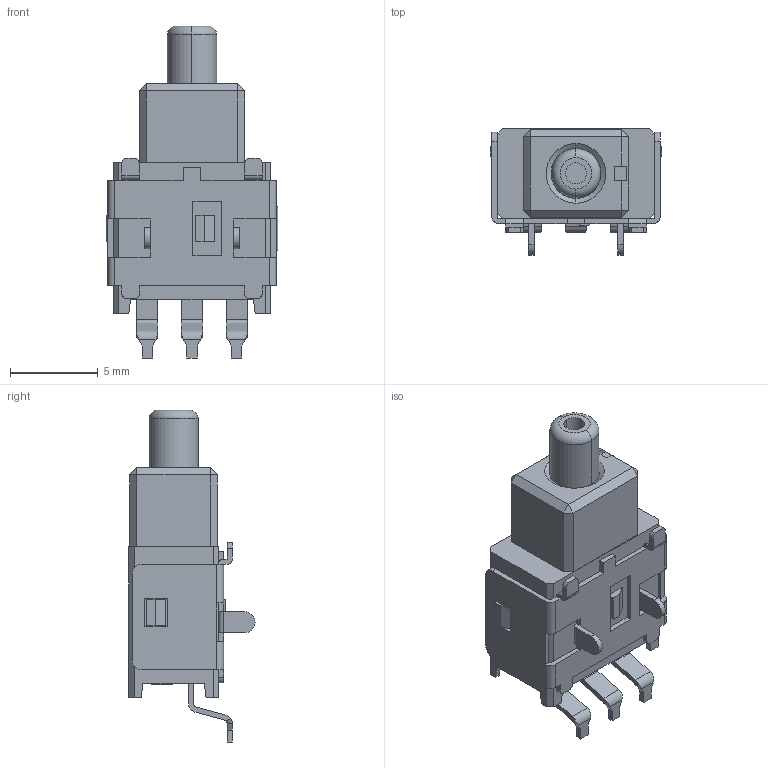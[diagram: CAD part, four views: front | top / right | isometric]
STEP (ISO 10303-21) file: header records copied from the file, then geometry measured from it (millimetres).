
FILE_DESCRIPTION (( 'STEP AP214' ), '1' );
FILE_NAME ('CUI_DEVICES_MPB06-1C33-R-SMT-TR.step', '2021-06-16T15:46:37', ( '' ), ( '' ), 'SwSTEP 2.0', 'SolidWorks 2021', '' );
FILE_SCHEMA (( 'AUTOMOTIVE_DESIGN' ));
Length unit declared in the file: millimetre
Products named in the file (1): CUI_DEVICES_MPB06-1C33-R-SMT-TR
Bounding box: 9.8 x 7.2 x 18.93 mm (x, y, z)
Volume: 437.3 mm3; surface area: 1400.6 mm2
Topology: 3 solids, 4 shells, 432 faces, 1164 edges, 739 vertices
Faces by surface type: plane 312, cylinder 76, bspline 32, cone 6, sphere 4, torus 2
Entity records: 15019 total; most frequent: CARTESIAN_POINT 3625, ORIENTED_EDGE 2324, DIRECTION 2056, EDGE_CURVE 1162, VECTOR 924, LINE 924, VERTEX_POINT 739, AXIS2_PLACEMENT_3D 566
